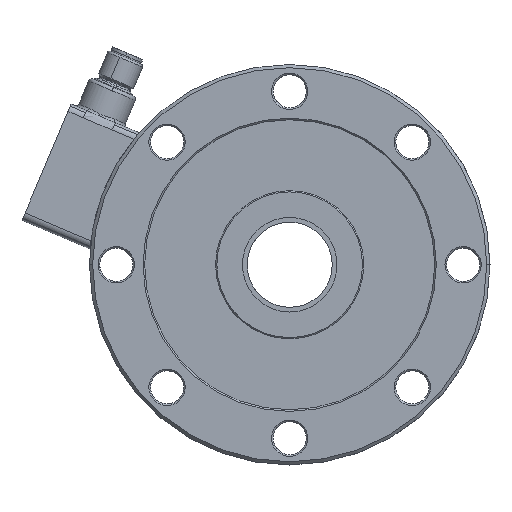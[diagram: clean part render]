
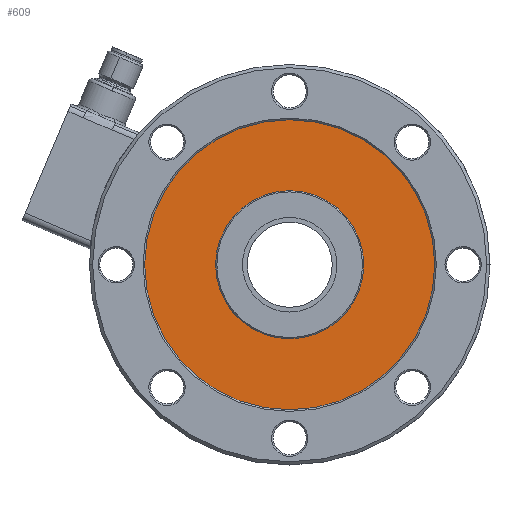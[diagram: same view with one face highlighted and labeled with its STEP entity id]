
A CAD part, left-side view. The second image highlights one B-rep face of the part: STEP entity #609.
In plain terms, the highlighted planar face has unit normal (-1, 0.001, 0).
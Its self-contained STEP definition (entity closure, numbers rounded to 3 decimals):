
#609=ADVANCED_FACE('0:966',(#1231,#1232),#1233,.T.);
#1231=FACE_OUTER_BOUND('',#2065,.T.);
#1232=FACE_BOUND('',#2066,.T.);
#1233=PLANE('',#2067);
#2065=EDGE_LOOP('',(#3451,#3452));
#2066=EDGE_LOOP('',(#3453,#3454));
#2067=AXIS2_PLACEMENT_3D('',#3455,#3456,#3457);
#3451=ORIENTED_EDGE('',*,*,#4553,.T.);
#3452=ORIENTED_EDGE('',*,*,#4374,.T.);
#3453=ORIENTED_EDGE('',*,*,#4032,.F.);
#3454=ORIENTED_EDGE('',*,*,#4554,.F.);
#3455=CARTESIAN_POINT('',(74.266,137.159,0.0));
#3456=DIRECTION('',(-1.0,0.0,0.0));
#3457=DIRECTION('',(0.0,0.0,1.0));
#4032=EDGE_CURVE('0:1470',#4705,#4701,#4707,.T.);
#4374=EDGE_CURVE('',#5259,#5261,#5263,.T.);
#4553=EDGE_CURVE('0:1086',#5261,#5259,#5495,.T.);
#4554=EDGE_CURVE('',#4701,#4705,#5496,.T.);
#4701=VERTEX_POINT('',#5664);
#4705=VERTEX_POINT('',#5669);
#4707=CIRCLE('',#5672,23.5);
#5259=VERTEX_POINT('',#6443);
#5261=VERTEX_POINT('',#6446);
#5263=CIRCLE('',#6449,46.0);
#5495=CIRCLE('',#6723,46.0);
#5496=CIRCLE('',#6724,23.5);
#5664=CARTESIAN_POINT('',(74.266,125.909,0.));
#5669=CARTESIAN_POINT('',(74.266,78.909,0.));
#5672=AXIS2_PLACEMENT_3D('',#6918,#6919,#6920);
#6443=CARTESIAN_POINT('',(74.266,148.409,0.));
#6446=CARTESIAN_POINT('',(74.266,56.409,0.));
#6449=AXIS2_PLACEMENT_3D('',#7495,#7496,#7497);
#6723=AXIS2_PLACEMENT_3D('',#7765,#7766,#7767);
#6724=AXIS2_PLACEMENT_3D('',#7768,#7769,#7770);
#6918=CARTESIAN_POINT('',(74.266,102.409,0.0));
#6919=DIRECTION('',(-1.0,0.0,0.0));
#6920=DIRECTION('',(0.0,1.0,0.0));
#7495=CARTESIAN_POINT('',(74.266,102.409,0.0));
#7496=DIRECTION('',(-1.0,0.0,0.0));
#7497=DIRECTION('',(0.0,1.0,0.0));
#7765=CARTESIAN_POINT('',(74.266,102.409,0.0));
#7766=DIRECTION('',(-1.0,0.0,0.0));
#7767=DIRECTION('',(0.0,1.0,0.0));
#7768=CARTESIAN_POINT('',(74.266,102.409,0.0));
#7769=DIRECTION('',(-1.0,0.0,0.0));
#7770=DIRECTION('',(0.0,1.0,0.0));
